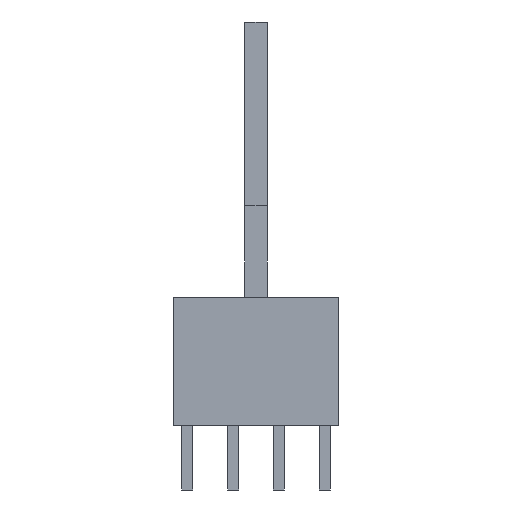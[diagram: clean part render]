
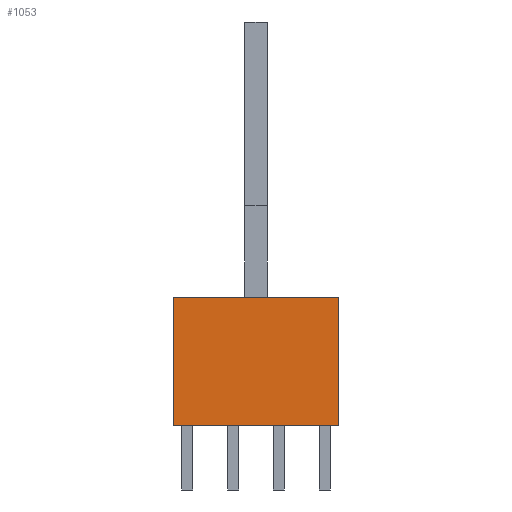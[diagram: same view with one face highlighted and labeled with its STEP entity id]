
A CAD part, front view. The second image highlights one B-rep face of the part: STEP entity #1053.
In plain terms, the highlighted planar face has unit normal (0, -1, 0).
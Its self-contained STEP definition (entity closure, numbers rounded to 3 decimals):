
#79=FACE_OUTER_BOUND('',#146,.T.);
#146=EDGE_LOOP('',(#791,#792,#793,#794));
#241=LINE('',#1622,#375);
#242=LINE('',#1624,#376);
#243=LINE('',#1626,#377);
#244=LINE('',#1627,#378);
#375=VECTOR('',#1328,10.);
#376=VECTOR('',#1329,10.);
#377=VECTOR('',#1330,10.);
#378=VECTOR('',#1331,10.);
#495=VERTEX_POINT('',#1620);
#496=VERTEX_POINT('',#1621);
#497=VERTEX_POINT('',#1623);
#498=VERTEX_POINT('',#1625);
#605=EDGE_CURVE('',#495,#496,#241,.T.);
#606=EDGE_CURVE('',#496,#497,#242,.T.);
#607=EDGE_CURVE('',#498,#497,#243,.T.);
#608=EDGE_CURVE('',#495,#498,#244,.T.);
#791=ORIENTED_EDGE('',*,*,#605,.T.);
#792=ORIENTED_EDGE('',*,*,#606,.T.);
#793=ORIENTED_EDGE('',*,*,#607,.F.);
#794=ORIENTED_EDGE('',*,*,#608,.F.);
#987=PLANE('',#1168);
#1053=ADVANCED_FACE('',(#79),#987,.T.);
#1168=AXIS2_PLACEMENT_3D('',#1619,#1326,#1327);
#1326=DIRECTION('center_axis',(0.,-1.,0.));
#1327=DIRECTION('ref_axis',(1.,0.,0.));
#1328=DIRECTION('',(1.,0.,0.));
#1329=DIRECTION('',(0.,0.,1.));
#1330=DIRECTION('',(1.,0.,0.));
#1331=DIRECTION('',(0.,0.,1.));
#1619=CARTESIAN_POINT('Origin',(-4.5,-37.5,0.));
#1620=CARTESIAN_POINT('',(-4.5,-37.5,0.));
#1621=CARTESIAN_POINT('',(4.5,-37.5,0.));
#1622=CARTESIAN_POINT('',(-4.5,-37.5,0.));
#1623=CARTESIAN_POINT('',(4.5,-37.5,7.));
#1624=CARTESIAN_POINT('',(4.5,-37.5,0.));
#1625=CARTESIAN_POINT('',(-4.5,-37.5,7.));
#1626=CARTESIAN_POINT('',(-4.5,-37.5,7.));
#1627=CARTESIAN_POINT('',(-4.5,-37.5,0.));
